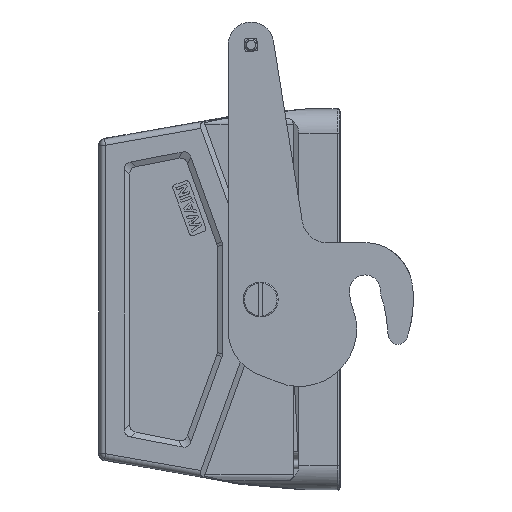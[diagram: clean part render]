
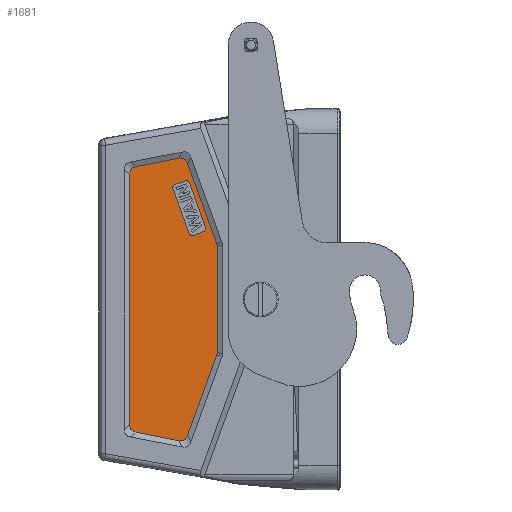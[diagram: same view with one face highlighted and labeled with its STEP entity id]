
A CAD part, left-side view. The second image highlights one B-rep face of the part: STEP entity #1681.
In plain terms, the highlighted planar face has unit normal (-1, 0, 0).
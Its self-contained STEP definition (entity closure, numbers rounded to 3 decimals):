
#271=FACE_BOUND('',#3452,.T.);
#272=FACE_BOUND('',#3453,.T.);
#636=PLANE('',#14028);
#1027=B_SPLINE_CURVE_WITH_KNOTS('',3,(#24965,#24966,#24967,#24968),
 .UNSPECIFIED.,.F.,.F.,(4,4),(0.,1.),.UNSPECIFIED.);
#1028=B_SPLINE_CURVE_WITH_KNOTS('',3,(#24973,#24974,#24975,#24976),
 .UNSPECIFIED.,.F.,.F.,(4,4),(0.,1.),.UNSPECIFIED.);
#1029=B_SPLINE_CURVE_WITH_KNOTS('',3,(#24980,#24981,#24982,#24983),
 .UNSPECIFIED.,.F.,.F.,(4,4),(0.,1.),.UNSPECIFIED.);
#1030=B_SPLINE_CURVE_WITH_KNOTS('',3,(#24987,#24988,#24989,#24990),
 .UNSPECIFIED.,.F.,.F.,(4,4),(0.,1.),.UNSPECIFIED.);
#1031=B_SPLINE_CURVE_WITH_KNOTS('',3,(#24994,#24995,#24996,#24997),
 .UNSPECIFIED.,.F.,.F.,(4,4),(0.,1.),.UNSPECIFIED.);
#1032=B_SPLINE_CURVE_WITH_KNOTS('',3,(#25001,#25002,#25003,#25004),
 .UNSPECIFIED.,.F.,.F.,(4,4),(0.,1.),.UNSPECIFIED.);
#1681=ADVANCED_FACE('',(#271,#272),#636,.T.);
#3452=EDGE_LOOP('',(#8569,#8570,#8571,#8572,#8573,#8574,#8575,#8576,#8577,
#8578));
#3453=EDGE_LOOP('',(#8579,#8580,#8581,#8582,#8583,#8584,#8585,#8586,#8587,
#8588,#8589,#8590));
#4243=LINE('',#24697,#5163);
#4247=LINE('',#24713,#5167);
#4252=LINE('',#24726,#5172);
#4368=LINE('',#24963,#5288);
#4369=LINE('',#24971,#5289);
#4370=LINE('',#24978,#5290);
#4371=LINE('',#24985,#5291);
#4372=LINE('',#24992,#5292);
#4373=LINE('',#24999,#5293);
#4374=LINE('',#25006,#5294);
#5163=VECTOR('',#16990,1.);
#5167=VECTOR('',#17006,1.);
#5172=VECTOR('',#17019,1.);
#5288=VECTOR('',#17225,1.);
#5289=VECTOR('',#17228,1.);
#5290=VECTOR('',#17229,1.);
#5291=VECTOR('',#17230,1.);
#5292=VECTOR('',#17231,1.);
#5293=VECTOR('',#17232,1.);
#5294=VECTOR('',#17233,1.);
#8569=ORIENTED_EDGE('',*,*,#11960,.F.);
#8570=ORIENTED_EDGE('',*,*,#11959,.F.);
#8571=ORIENTED_EDGE('',*,*,#11980,.F.);
#8572=ORIENTED_EDGE('',*,*,#11978,.F.);
#8573=ORIENTED_EDGE('',*,*,#11973,.F.);
#8574=ORIENTED_EDGE('',*,*,#11968,.F.);
#8575=ORIENTED_EDGE('',*,*,#11972,.F.);
#8576=ORIENTED_EDGE('',*,*,#11965,.F.);
#8577=ORIENTED_EDGE('',*,*,#11964,.F.);
#8578=ORIENTED_EDGE('',*,*,#12096,.F.);
#8579=ORIENTED_EDGE('',*,*,#12097,.F.);
#8580=ORIENTED_EDGE('',*,*,#12098,.F.);
#8581=ORIENTED_EDGE('',*,*,#12099,.F.);
#8582=ORIENTED_EDGE('',*,*,#12100,.F.);
#8583=ORIENTED_EDGE('',*,*,#12101,.F.);
#8584=ORIENTED_EDGE('',*,*,#12102,.F.);
#8585=ORIENTED_EDGE('',*,*,#12103,.F.);
#8586=ORIENTED_EDGE('',*,*,#12104,.F.);
#8587=ORIENTED_EDGE('',*,*,#12105,.F.);
#8588=ORIENTED_EDGE('',*,*,#12106,.F.);
#8589=ORIENTED_EDGE('',*,*,#12107,.F.);
#8590=ORIENTED_EDGE('',*,*,#12108,.F.);
#10187=VERTEX_POINT('',#24677);
#10190=VERTEX_POINT('',#24683);
#10191=VERTEX_POINT('',#24685);
#10193=VERTEX_POINT('',#24690);
#10195=VERTEX_POINT('',#24694);
#10196=VERTEX_POINT('',#24698);
#10198=VERTEX_POINT('',#24704);
#10199=VERTEX_POINT('',#24705);
#10202=VERTEX_POINT('',#24714);
#10205=VERTEX_POINT('',#24721);
#10282=VERTEX_POINT('',#24969);
#10283=VERTEX_POINT('',#24970);
#10284=VERTEX_POINT('',#24972);
#10285=VERTEX_POINT('',#24977);
#10286=VERTEX_POINT('',#24979);
#10287=VERTEX_POINT('',#24984);
#10288=VERTEX_POINT('',#24986);
#10289=VERTEX_POINT('',#24991);
#10290=VERTEX_POINT('',#24993);
#10291=VERTEX_POINT('',#24998);
#10292=VERTEX_POINT('',#25000);
#10293=VERTEX_POINT('',#25005);
#11959=EDGE_CURVE('',#10190,#10191,#12824,.T.);
#11960=EDGE_CURVE('',#10191,#10187,#12825,.T.);
#11964=EDGE_CURVE('',#10195,#10193,#12827,.T.);
#11965=EDGE_CURVE('',#10193,#10196,#4243,.T.);
#11968=EDGE_CURVE('',#10198,#10199,#12828,.T.);
#11972=EDGE_CURVE('',#10196,#10198,#12831,.T.);
#11973=EDGE_CURVE('',#10199,#10202,#4247,.T.);
#11978=EDGE_CURVE('',#10202,#10205,#12833,.T.);
#11980=EDGE_CURVE('',#10205,#10190,#4252,.T.);
#12096=EDGE_CURVE('',#10187,#10195,#4368,.T.);
#12097=EDGE_CURVE('',#10282,#10283,#1027,.T.);
#12098=EDGE_CURVE('',#10284,#10282,#4369,.T.);
#12099=EDGE_CURVE('',#10285,#10284,#1028,.T.);
#12100=EDGE_CURVE('',#10286,#10285,#4370,.T.);
#12101=EDGE_CURVE('',#10287,#10286,#1029,.T.);
#12102=EDGE_CURVE('',#10288,#10287,#4371,.T.);
#12103=EDGE_CURVE('',#10289,#10288,#1030,.T.);
#12104=EDGE_CURVE('',#10290,#10289,#4372,.T.);
#12105=EDGE_CURVE('',#10291,#10290,#1031,.T.);
#12106=EDGE_CURVE('',#10292,#10291,#4373,.T.);
#12107=EDGE_CURVE('',#10293,#10292,#1032,.T.);
#12108=EDGE_CURVE('',#10283,#10293,#4374,.T.);
#12824=CIRCLE('',#13966,1.);
#12825=CIRCLE('',#13967,1.);
#12827=CIRCLE('',#13970,1.);
#12828=CIRCLE('',#13973,1.);
#12831=CIRCLE('',#13976,1.);
#12833=CIRCLE('',#13980,1.);
#13966=AXIS2_PLACEMENT_3D('',#24684,#16976,#16977);
#13967=AXIS2_PLACEMENT_3D('',#24686,#16978,#16979);
#13970=AXIS2_PLACEMENT_3D('',#24695,#16986,#16987);
#13973=AXIS2_PLACEMENT_3D('',#24703,#16995,#16996);
#13976=AXIS2_PLACEMENT_3D('',#24711,#17002,#17003);
#13980=AXIS2_PLACEMENT_3D('',#24723,#17014,#17015);
#14028=AXIS2_PLACEMENT_3D('',#25007,#17234,#17235);
#16976=DIRECTION('',(-1.,0.,0.));
#16977=DIRECTION('',(0.,-0.342,-0.94));
#16978=DIRECTION('',(-1.,0.,0.));
#16979=DIRECTION('',(0.,-1.,0.));
#16986=DIRECTION('',(-1.,0.,0.));
#16987=DIRECTION('',(0.,-0.94,0.342));
#16990=DIRECTION('',(0.,0.94,-0.342));
#16995=DIRECTION('',(-1.,0.,0.));
#16996=DIRECTION('',(0.,1.,0.));
#17002=DIRECTION('',(-1.,0.,0.));
#17003=DIRECTION('',(0.,0.342,0.94));
#17006=DIRECTION('',(0.,-0.342,-0.94));
#17014=DIRECTION('',(-1.,0.,0.));
#17015=DIRECTION('',(0.,0.94,-0.342));
#17019=DIRECTION('',(0.,-0.94,0.342));
#17225=DIRECTION('',(0.,0.342,0.94));
#17228=DIRECTION('',(0.,0.,1.));
#17229=DIRECTION('',(0.,0.982,0.19));
#17230=DIRECTION('',(0.,0.342,-0.94));
#17231=DIRECTION('',(0.,0.,-1.));
#17232=DIRECTION('',(0.,-0.342,-0.94));
#17233=DIRECTION('',(0.,-0.982,0.19));
#17234=DIRECTION('',(-1.,0.,0.));
#17235=DIRECTION('',(0.,-1.,0.));
#24677=CARTESIAN_POINT('',(-21.5,-12.266,22.663));
#24683=CARTESIAN_POINT('',(-21.5,-11.668,21.382));
#24684=CARTESIAN_POINT('',(-21.5,-11.326,22.321));
#24685=CARTESIAN_POINT('',(-21.5,-12.326,22.321));
#24686=CARTESIAN_POINT('',(-21.5,-11.326,22.321));
#24690=CARTESIAN_POINT('',(-21.5,-5.854,37.356));
#24694=CARTESIAN_POINT('',(-21.5,-7.136,36.759));
#24695=CARTESIAN_POINT('',(-21.5,-6.196,36.417));
#24697=CARTESIAN_POINT('',(-21.5,-5.854,37.356));
#24698=CARTESIAN_POINT('',(-21.5,-2.565,36.159));
#24703=CARTESIAN_POINT('',(-21.5,-2.907,35.22));
#24704=CARTESIAN_POINT('',(-21.5,-1.907,35.22));
#24705=CARTESIAN_POINT('',(-21.5,-1.967,34.878));
#24711=CARTESIAN_POINT('',(-21.5,-2.907,35.22));
#24713=CARTESIAN_POINT('',(-21.5,-1.967,34.878));
#24714=CARTESIAN_POINT('',(-21.5,-7.098,20.782));
#24721=CARTESIAN_POINT('',(-21.5,-8.379,20.185));
#24723=CARTESIAN_POINT('',(-21.5,-8.037,21.124));
#24726=CARTESIAN_POINT('',(-21.5,-8.379,20.185));
#24963=CARTESIAN_POINT('',(-21.5,-12.266,22.663));
#24965=CARTESIAN_POINT('',(-21.5,11.683,39.405));
#24966=CARTESIAN_POINT('',(-21.5,11.683,40.769));
#24967=CARTESIAN_POINT('',(-21.5,10.997,41.601));
#24968=CARTESIAN_POINT('',(-21.5,9.658,41.859));
#24969=CARTESIAN_POINT('',(-21.5,11.683,39.405));
#24970=CARTESIAN_POINT('',(-21.5,9.658,41.859));
#24971=CARTESIAN_POINT('',(-21.5,11.683,-39.405));
#24972=CARTESIAN_POINT('',(-21.5,11.683,-39.405));
#24973=CARTESIAN_POINT('',(-21.5,9.658,-41.859));
#24974=CARTESIAN_POINT('',(-21.5,10.997,-41.601));
#24975=CARTESIAN_POINT('',(-21.5,11.683,-40.769));
#24976=CARTESIAN_POINT('',(-21.5,11.683,-39.405));
#24977=CARTESIAN_POINT('',(-21.5,9.658,-41.859));
#24978=CARTESIAN_POINT('',(-21.5,-3.695,-44.439));
#24979=CARTESIAN_POINT('',(-21.5,-3.695,-44.439));
#24980=CARTESIAN_POINT('',(-21.5,-6.519,-42.839));
#24981=CARTESIAN_POINT('',(-21.5,-6.037,-44.164));
#24982=CARTESIAN_POINT('',(-21.5,-5.079,-44.706));
#24983=CARTESIAN_POINT('',(-21.5,-3.695,-44.439));
#24984=CARTESIAN_POINT('',(-21.5,-6.519,-42.839));
#24985=CARTESIAN_POINT('',(-21.5,-15.702,-17.609));
#24986=CARTESIAN_POINT('',(-21.5,-15.702,-17.609));
#24987=CARTESIAN_POINT('',(-21.5,-15.853,-16.754));
#24988=CARTESIAN_POINT('',(-21.5,-15.853,-17.047));
#24989=CARTESIAN_POINT('',(-21.5,-15.802,-17.333));
#24990=CARTESIAN_POINT('',(-21.5,-15.702,-17.609));
#24991=CARTESIAN_POINT('',(-21.5,-15.853,-16.754));
#24992=CARTESIAN_POINT('',(-21.5,-15.853,16.754));
#24993=CARTESIAN_POINT('',(-21.5,-15.853,16.754));
#24994=CARTESIAN_POINT('',(-21.5,-15.702,17.609));
#24995=CARTESIAN_POINT('',(-21.5,-15.802,17.333));
#24996=CARTESIAN_POINT('',(-21.5,-15.853,17.047));
#24997=CARTESIAN_POINT('',(-21.5,-15.853,16.754));
#24998=CARTESIAN_POINT('',(-21.5,-15.702,17.609));
#24999=CARTESIAN_POINT('',(-21.5,-6.519,42.839));
#25000=CARTESIAN_POINT('',(-21.5,-6.519,42.839));
#25001=CARTESIAN_POINT('',(-21.5,-3.695,44.439));
#25002=CARTESIAN_POINT('',(-21.5,-5.079,44.706));
#25003=CARTESIAN_POINT('',(-21.5,-6.037,44.164));
#25004=CARTESIAN_POINT('',(-21.5,-6.519,42.839));
#25005=CARTESIAN_POINT('',(-21.5,-3.695,44.439));
#25006=CARTESIAN_POINT('',(-21.5,9.658,41.859));
#25007=CARTESIAN_POINT('',(-21.5,-17.585,48.886));
